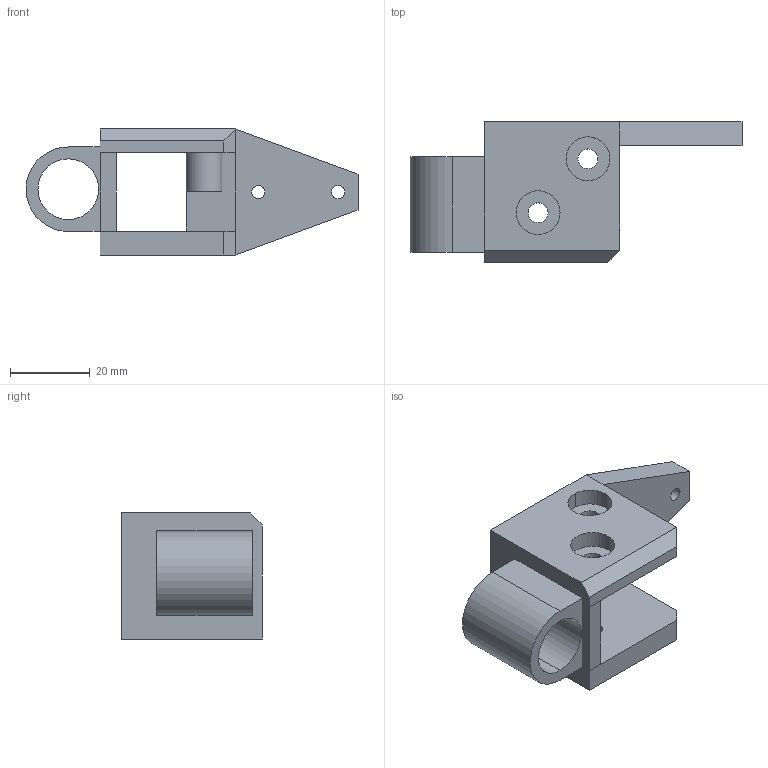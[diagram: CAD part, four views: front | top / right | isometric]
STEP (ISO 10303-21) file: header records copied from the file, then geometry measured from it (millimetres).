
FILE_DESCRIPTION (( 'STEP AP214' ), '1' );
FILE_NAME ('V1Y_Carriage_Left X-ROD HYBRID.STEP', '2022-11-29T15:45:40', ( '' ), ( '' ), 'SwSTEP 2.0', 'SolidWorks 2020', '' );
FILE_SCHEMA (( 'AUTOMOTIVE_DESIGN' ));
Length unit declared in the file: millimetre
Products named in the file (1): V1Y_Carriage_Left X-ROD HYBRID
Bounding box: 83.25 x 35.2 x 31.6 mm (x, y, z)
Volume: 24570.3 mm3; surface area: 12754.6 mm2
Topology: 1 solids, 1 shells, 51 faces, 135 edges, 88 vertices
Faces by surface type: plane 31, cylinder 20
Entity records: 1648 total; most frequent: DIRECTION 278, CARTESIAN_POINT 278, ORIENTED_EDGE 270, EDGE_CURVE 135, LINE 94, VECTOR 94, AXIS2_PLACEMENT_3D 92, VERTEX_POINT 88
